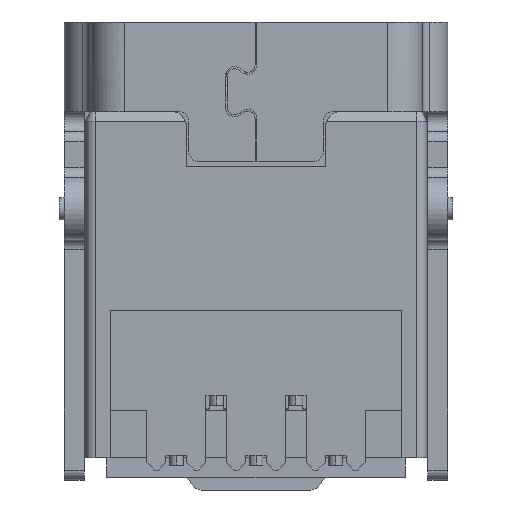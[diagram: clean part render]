
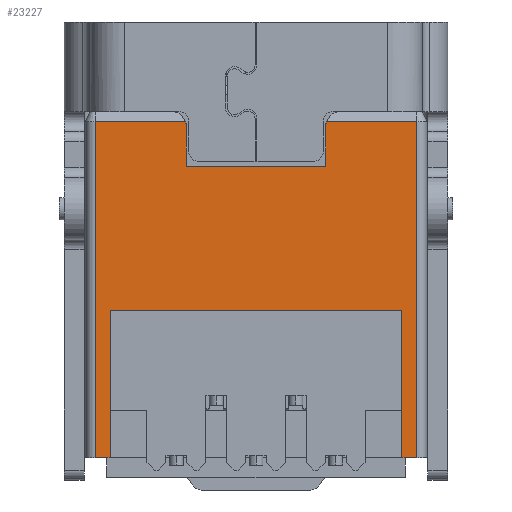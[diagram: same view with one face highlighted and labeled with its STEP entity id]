
A CAD part, front view. The second image highlights one B-rep face of the part: STEP entity #23227.
In plain terms, the highlighted planar face has unit normal (0, -1, 0).
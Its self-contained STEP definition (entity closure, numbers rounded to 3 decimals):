
#3590=DIRECTION('',(1.,0.,0.));
#3591=VECTOR('',#3590,0.3);
#3592=CARTESIAN_POINT('',(-3.23,0.,-0.95));
#3593=LINE('8761',#3592,#3591);
#3606=DIRECTION('',(1.,0.,0.));
#3607=VECTOR('',#3606,0.3);
#3608=CARTESIAN_POINT('',(2.93,0.,-0.95));
#3609=LINE('8765',#3608,#3607);
#5250=DIRECTION('',(-1.,0.,0.));
#5251=VECTOR('',#5250,1.813);
#5252=CARTESIAN_POINT('',(3.23,0.,5.8));
#5253=LINE('8728',#5252,#5251);
#6153=DIRECTION('',(-1.,0.,0.));
#6154=VECTOR('',#6153,1.813);
#6155=CARTESIAN_POINT('',(-1.417,0.,
5.8));
#6156=LINE('8850',#6155,#6154);
#6186=DIRECTION('',(0.,0.,1.));
#6187=VECTOR('',#6186,0.8);
#6188=CARTESIAN_POINT('',(-1.4,0.,4.9));
#6189=LINE('8724',#6188,#6187);
#6190=DIRECTION('',(-1.,0.,0.));
#6191=VECTOR('',#6190,2.8);
#6192=CARTESIAN_POINT('',(1.4,0.,4.9));
#6193=LINE('8725',#6192,#6191);
#6206=CARTESIAN_POINT('',(1.7,0.,5.7));
#6207=DIRECTION('',(0.,1.,0.));
#6208=DIRECTION('',(-1.,0.,0.));
#6209=AXIS2_PLACEMENT_3D('',#6206,#6207,#6208);
#6211=CARTESIAN_POINT('',(-1.7,0.,5.7));
#6212=DIRECTION('',(0.,1.,0.));
#6213=DIRECTION('',(0.943,0.,0.333));
#6214=AXIS2_PLACEMENT_3D('',#6211,#6212,#6213);
#6216=DIRECTION('',(0.,0.,1.));
#6217=VECTOR('',#6216,0.8);
#6218=CARTESIAN_POINT('',(1.4,0.,4.9));
#6219=LINE('8726',#6218,#6217);
#6220=DIRECTION('',(0.,0.,1.));
#6221=VECTOR('',#6220,6.75);
#6222=CARTESIAN_POINT('',(3.23,0.,-0.95));
#6223=LINE('8884',#6222,#6221);
#6277=DIRECTION('',(0.,0.,-1.));
#6278=VECTOR('',#6277,2.95);
#6279=CARTESIAN_POINT('',(2.93,0.,2.));
#6280=LINE('8882',#6279,#6278);
#6317=DIRECTION('',(0.,0.,1.));
#6318=VECTOR('',#6317,2.95);
#6319=CARTESIAN_POINT('',(-2.93,0.,-0.95));
#6320=LINE('8865',#6319,#6318);
#6329=DIRECTION('',(1.,0.,0.));
#6330=VECTOR('',#6329,5.86);
#6331=CARTESIAN_POINT('',(-2.93,0.,2.));
#6332=LINE('8722',#6331,#6330);
#6414=DIRECTION('',(0.,0.,-1.));
#6415=VECTOR('',#6414,6.75);
#6416=CARTESIAN_POINT('',(-3.23,0.,5.8));
#6417=LINE('8723',#6416,#6415);
#12179=CARTESIAN_POINT('',(1.4,0.,5.7));
#12180=VERTEX_POINT('',#12179);
#12181=CARTESIAN_POINT('',(1.417,0.,5.8));
#12182=VERTEX_POINT('',#12181);
#12183=CARTESIAN_POINT('',(1.4,0.,4.9));
#12184=VERTEX_POINT('',#12183);
#12185=CARTESIAN_POINT('',(-2.93,0.,2.));
#12186=CARTESIAN_POINT('',(2.93,0.,2.));
#12187=VERTEX_POINT('',#12185);
#12188=VERTEX_POINT('',#12186);
#12189=CARTESIAN_POINT('',(-3.23,0.,5.8));
#12190=CARTESIAN_POINT('',(-3.23,0.,-0.95));
#12191=VERTEX_POINT('',#12189);
#12192=VERTEX_POINT('',#12190);
#12193=CARTESIAN_POINT('',(-1.4,0.,4.9));
#12194=CARTESIAN_POINT('',(-1.4,0.,5.7));
#12195=VERTEX_POINT('',#12193);
#12196=VERTEX_POINT('',#12194);
#12197=CARTESIAN_POINT('',(3.23,0.,5.8));
#12198=VERTEX_POINT('',#12197);
#12243=CARTESIAN_POINT('',(-2.93,0.,-0.95));
#12244=VERTEX_POINT('',#12243);
#12245=CARTESIAN_POINT('',(2.93,0.,-0.95));
#12246=CARTESIAN_POINT('',(3.23,0.,-0.95));
#12247=VERTEX_POINT('',#12245);
#12248=VERTEX_POINT('',#12246);
#12306=CARTESIAN_POINT('',(-1.417,0.,
5.8));
#12307=VERTEX_POINT('',#12306);
#23200=CARTESIAN_POINT('',(0.,0.,2.425));
#23201=DIRECTION('',(0.,1.,0.));
#23202=DIRECTION('',(1.,0.,0.));
#23203=AXIS2_PLACEMENT_3D('',#23200,#23201,#23202);
#23204=PLANE('10806',#23203);
#23205=ORIENTED_EDGE('8720',*,*,#21962,.T.);
#23206=ORIENTED_EDGE('8728',*,*,#21980,.F.);
#23208=ORIENTED_EDGE('8884',*,*,#23207,.F.);
#23209=ORIENTED_EDGE('8765',*,*,#20015,.F.);
#23211=ORIENTED_EDGE('8882',*,*,#23210,.F.);
#23213=ORIENTED_EDGE('8722',*,*,#23212,.F.);
#23215=ORIENTED_EDGE('8865',*,*,#23214,.F.);
#23216=ORIENTED_EDGE('8761',*,*,#19995,.F.);
#23218=ORIENTED_EDGE('8723',*,*,#23217,.F.);
#23219=ORIENTED_EDGE('8850',*,*,#23149,.F.);
#23220=ORIENTED_EDGE('8852',*,*,#23166,.T.);
#23221=ORIENTED_EDGE('8724',*,*,#23181,.F.);
#23222=ORIENTED_EDGE('8725',*,*,#23191,.F.);
#23224=ORIENTED_EDGE('8726',*,*,#23223,.T.);
#23225=EDGE_LOOP('10806',(#23205,#23206,#23208,#23209,#23211,#23213,#23215,
#23216,#23218,#23219,#23220,#23221,#23222,#23224));
#23226=FACE_OUTER_BOUND('10806',#23225,.F.);
#23227=ADVANCED_FACE('10806',(#23226),#23204,.F.);
#6210=CIRCLE('8720',#6209,0.3);
#6215=CIRCLE('8852',#6214,0.3);
#19995=EDGE_CURVE('8761',#12192,#12244,#3593,.T.);
#20015=EDGE_CURVE('8765',#12247,#12248,#3609,.T.);
#21962=EDGE_CURVE('8720',#12180,#12182,#6210,.T.);
#21980=EDGE_CURVE('8728',#12198,#12182,#5253,.T.);
#23149=EDGE_CURVE('8850',#12307,#12191,#6156,.T.);
#23166=EDGE_CURVE('8852',#12307,#12196,#6215,.T.);
#23181=EDGE_CURVE('8724',#12195,#12196,#6189,.T.);
#23191=EDGE_CURVE('8725',#12184,#12195,#6193,.T.);
#23207=EDGE_CURVE('8884',#12248,#12198,#6223,.T.);
#23210=EDGE_CURVE('8882',#12188,#12247,#6280,.T.);
#23212=EDGE_CURVE('8722',#12187,#12188,#6332,.T.);
#23214=EDGE_CURVE('8865',#12244,#12187,#6320,.T.);
#23217=EDGE_CURVE('8723',#12191,#12192,#6417,.T.);
#23223=EDGE_CURVE('8726',#12184,#12180,#6219,.T.);
